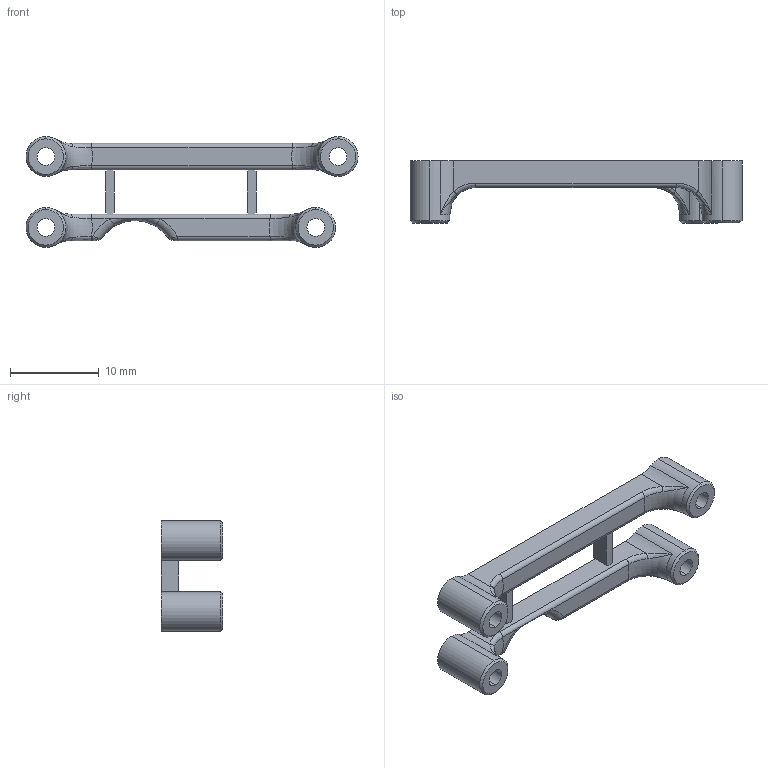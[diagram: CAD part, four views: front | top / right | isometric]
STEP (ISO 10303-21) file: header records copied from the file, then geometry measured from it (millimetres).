
FILE_DESCRIPTION (( 'STEP AP214' ), '1' );
FILE_NAME ('Mounting_Bracket_combined.STEP', '2024-05-20T15:18:20', ( '' ), ( '' ), 'SwSTEP 2.0', 'SolidWorks 2020', '' );
FILE_SCHEMA (( 'AUTOMOTIVE_DESIGN' ));
Length unit declared in the file: millimetre
Products named in the file (1): Mounting_Bracket_combined
Bounding box: 37.5 x 7 x 12.5 mm (x, y, z)
Volume: 855.5 mm3; surface area: 1307.9 mm2
Topology: 1 solids, 1 shells, 95 faces, 252 edges, 148 vertices
Faces by surface type: cylinder 33, plane 27, bspline 21, cone 8, torus 6
Entity records: 3431 total; most frequent: CARTESIAN_POINT 1185, ORIENTED_EDGE 484, DIRECTION 440, EDGE_CURVE 242, AXIS2_PLACEMENT_3D 165, VERTEX_POINT 148, LINE 110, VECTOR 110
